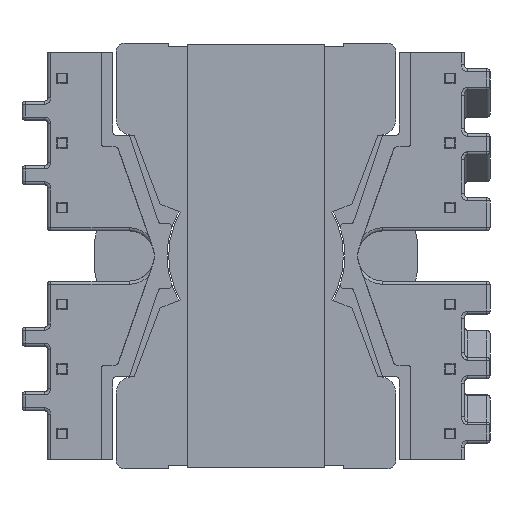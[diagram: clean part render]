
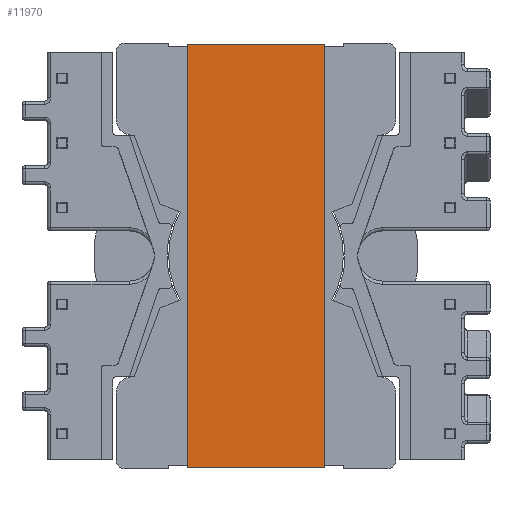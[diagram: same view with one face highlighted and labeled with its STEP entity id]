
A CAD part, front view. The second image highlights one B-rep face of the part: STEP entity #11970.
In plain terms, the highlighted face is planar.
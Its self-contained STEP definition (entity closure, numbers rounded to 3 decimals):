
#140 = EDGE_CURVE ( 'NONE', #5069, #294, #13746, .T. ) ;
#294 = VERTEX_POINT ( 'NONE', #21046 ) ;
#481 = VECTOR ( 'NONE', #13377, 1000. ) ;
#1053 = VERTEX_POINT ( 'NONE', #15944 ) ;
#1066 = ORIENTED_EDGE ( 'NONE', *, *, #17868, .T. ) ;
#1715 = CARTESIAN_POINT ( 'NONE',  ( 20.76, 0.16, 0. ) ) ;
#2417 = FACE_OUTER_BOUND ( 'NONE', #7026, .T. ) ;
#2701 = CARTESIAN_POINT ( 'NONE',  ( 20.76, -33.18, -10.8 ) ) ;
#3052 = ORIENTED_EDGE ( 'NONE', *, *, #140, .T. ) ;
#3229 = DIRECTION ( 'NONE',  ( 0., 1., 0. ) ) ;
#3393 = DIRECTION ( 'NONE',  ( 0., 0., 1. ) ) ;
#3724 = VECTOR ( 'NONE', #3393, 1000. ) ;
#5026 = VECTOR ( 'NONE', #8349, 1000. ) ;
#5069 = VERTEX_POINT ( 'NONE', #2701 ) ;
#6504 = CARTESIAN_POINT ( 'NONE',  ( 20.76, 0.16, -10.8 ) ) ;
#7026 = EDGE_LOOP ( 'NONE', ( #15245, #7412, #3052, #1066 ) ) ;
#7319 = VECTOR ( 'NONE', #3229, 1000. ) ;
#7412 = ORIENTED_EDGE ( 'NONE', *, *, #12384, .F. ) ;
#8349 = DIRECTION ( 'NONE',  ( 0., 0., 1. ) ) ;
#8521 = CARTESIAN_POINT ( 'NONE',  ( 20.76, -33.18, -10.8 ) ) ;
#8618 = CARTESIAN_POINT ( 'NONE',  ( 20.76, 0.16, -10.8 ) ) ;
#9413 = VERTEX_POINT ( 'NONE', #10991 ) ;
#10991 = CARTESIAN_POINT ( 'NONE',  ( 20.76, -33.18, 0. ) ) ;
#11970 = ADVANCED_FACE ( 'NONE', ( #2417 ), #13755, .T. ) ;
#12384 = EDGE_CURVE ( 'NONE', #5069, #9413, #13891, .T. ) ;
#13377 = DIRECTION ( 'NONE',  ( 0., 1., 0. ) ) ;
#13624 = DIRECTION ( 'NONE',  ( 1., 0., 0. ) ) ;
#13746 = LINE ( 'NONE', #18486, #481 ) ;
#13755 = PLANE ( 'NONE',  #15811 ) ;
#13891 = LINE ( 'NONE', #8521, #3724 ) ;
#14873 = LINE ( 'NONE', #1715, #7319 ) ;
#15245 = ORIENTED_EDGE ( 'NONE', *, *, #19430, .F. ) ;
#15280 = DIRECTION ( 'NONE',  ( 0., 0., -1. ) ) ;
#15811 = AXIS2_PLACEMENT_3D ( 'NONE', #8618, #13624, #15280 ) ;
#15944 = CARTESIAN_POINT ( 'NONE',  ( 20.76, 0.16, 0. ) ) ;
#16257 = LINE ( 'NONE', #6504, #5026 ) ;
#17868 = EDGE_CURVE ( 'NONE', #294, #1053, #16257, .T. ) ;
#18486 = CARTESIAN_POINT ( 'NONE',  ( 20.76, 0.16, -10.8 ) ) ;
#19430 = EDGE_CURVE ( 'NONE', #9413, #1053, #14873, .T. ) ;
#21046 = CARTESIAN_POINT ( 'NONE',  ( 20.76, 0.16, -10.8 ) ) ;
